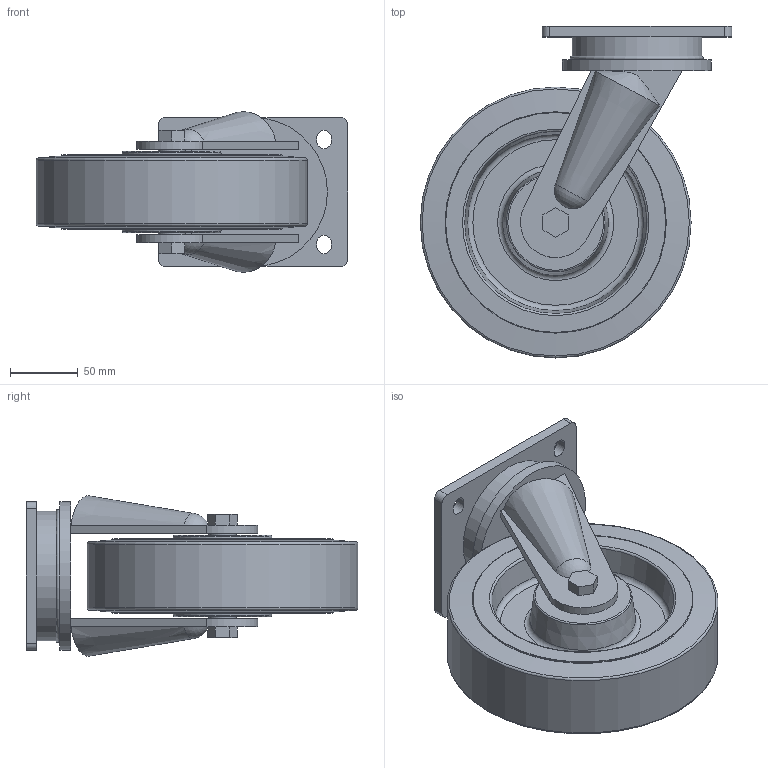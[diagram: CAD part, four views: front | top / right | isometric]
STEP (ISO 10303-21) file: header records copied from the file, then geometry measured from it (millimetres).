
FILE_DESCRIPTION(/* description */ ('STEP AP203'),/* implementation_level */ '2;1');
FILE_NAME(/* name */ 'K1769.200500',/* time_stamp */ '2025-06-24T16:14:50+02:00',/* author */ ('License CC BY-ND 4.0'),/* organization */ ('CADENAS'),/* preprocessor_version */ 'ST-DEVELOPER v19.3',/* originating_system */ 'PARTsolutions',/* authorisation */ ' ');
FILE_SCHEMA (('CONFIG_CONTROL_DESIGN'));
Length unit declared in the file: millimetre
Products named in the file (1): K1769.200500
Bounding box: 230 x 245 x 118.54 mm (x, y, z)
Volume: 1810914.7 mm3; surface area: 206679.7 mm2
Topology: 1 solids, 1 shells, 91 faces, 208 edges, 133 vertices
Faces by surface type: plane 44, cylinder 21, torus 14, cone 10, sphere 2
Full cylindrical faces by diameter (mm): 20.02 x2, 95.7 x1, 110 x1, 162.5 x2, 200 x1
Entity records: 2496 total; most frequent: CARTESIAN_POINT 450, DIRECTION 428, ORIENTED_EDGE 360, EDGE_CURVE 180, AXIS2_PLACEMENT_3D 162, EDGE_LOOP 142, FACE_BOUND 142, VERTEX_POINT 132
